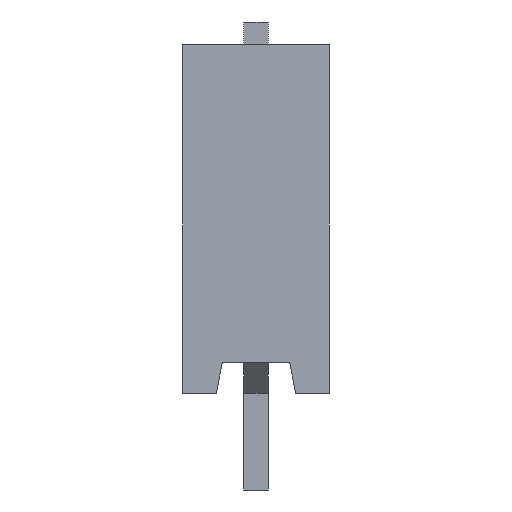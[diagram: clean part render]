
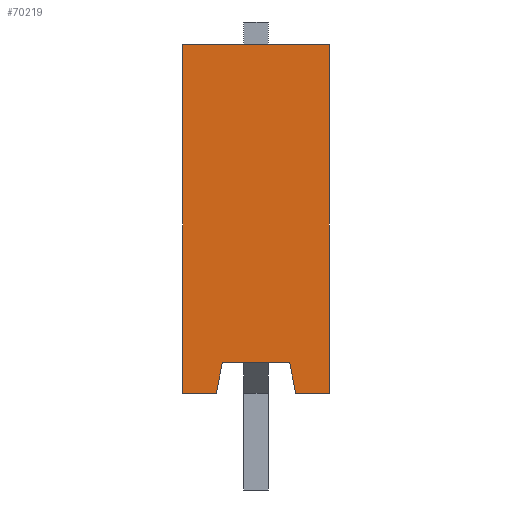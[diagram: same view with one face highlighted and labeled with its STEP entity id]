
A CAD part, left-side view. The second image highlights one B-rep face of the part: STEP entity #70219.
In plain terms, the highlighted planar face has unit normal (-1, 0, 0).
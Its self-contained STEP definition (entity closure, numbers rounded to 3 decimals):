
#66695 = PLANE('',#66696);
#66696 = AXIS2_PLACEMENT_3D('',#66697,#66698,#66699);
#66697 = CARTESIAN_POINT('',(-22.61,0.65,0.005));
#66698 = DIRECTION('',(0.,0.981,0.196));
#66699 = DIRECTION('',(0.,-0.196,0.981));
#66802 = PLANE('',#66803);
#66803 = AXIS2_PLACEMENT_3D('',#66804,#66805,#66806);
#66804 = CARTESIAN_POINT('',(-40.64,0.,
    0.005));
#66805 = DIRECTION('',(0.,0.,-1.));
#66806 = DIRECTION('',(1.,0.,0.));
#66856 = PLANE('',#66857);
#66857 = AXIS2_PLACEMENT_3D('',#66858,#66859,#66860);
#66858 = CARTESIAN_POINT('',(-58.67,1.2,0.005));
#66859 = DIRECTION('',(0.,-1.,0.));
#66860 = DIRECTION('',(0.,0.,-1.));
#66910 = PLANE('',#66911);
#66911 = AXIS2_PLACEMENT_3D('',#66912,#66913,#66914);
#66912 = CARTESIAN_POINT('',(-40.64,0.,5.705));
#66913 = DIRECTION('',(0.,0.,-1.));
#66914 = DIRECTION('',(1.,0.,0.));
#67203 = PLANE('',#67204);
#67204 = AXIS2_PLACEMENT_3D('',#67205,#67206,#67207);
#67205 = CARTESIAN_POINT('',(-58.67,-1.2,0.005));
#67206 = DIRECTION('',(0.,1.,0.));
#67207 = DIRECTION('',(0.,0.,1.));
#67234 = PLANE('',#67235);
#67235 = AXIS2_PLACEMENT_3D('',#67236,#67237,#67238);
#67236 = CARTESIAN_POINT('',(-40.64,0.,
    0.005));
#67237 = DIRECTION('',(0.,0.,-1.));
#67238 = DIRECTION('',(1.,0.,0.));
#67311 = PLANE('',#67312);
#67312 = AXIS2_PLACEMENT_3D('',#67313,#67314,#67315);
#67313 = CARTESIAN_POINT('',(-22.61,-0.55,0.505));
#67314 = DIRECTION('',(0.,-0.981,0.196));
#67315 = DIRECTION('',(0.,-0.196,-0.981));
#68676 = VERTEX_POINT('',#68677);
#68677 = CARTESIAN_POINT('',(-25.65,0.55,0.505));
#68691 = PLANE('',#68692);
#68692 = AXIS2_PLACEMENT_3D('',#68693,#68694,#68695);
#68693 = CARTESIAN_POINT('',(-22.61,0.55,0.505));
#68694 = DIRECTION('',(0.,0.,1.));
#68695 = DIRECTION('',(-1.,-0.,0.));
#68754 = VERTEX_POINT('',#68755);
#68755 = CARTESIAN_POINT('',(-25.65,0.65,0.005));
#68776 = EDGE_CURVE('',#68676,#68754,#68777,.T.);
#68777 = SURFACE_CURVE('',#68778,(#68782,#68789),.PCURVE_S1.);
#68778 = LINE('',#68779,#68780);
#68779 = CARTESIAN_POINT('',(-25.65,0.65,0.005));
#68780 = VECTOR('',#68781,1.);
#68781 = DIRECTION('',(0.,0.196,-0.981));
#68782 = PCURVE('',#66695,#68783);
#68783 = DEFINITIONAL_REPRESENTATION('',(#68784),#68788);
#68784 = LINE('',#68785,#68786);
#68785 = CARTESIAN_POINT('',(0.,-3.04));
#68786 = VECTOR('',#68787,1.);
#68787 = DIRECTION('',(-1.,0.));
#68788 = ( GEOMETRIC_REPRESENTATION_CONTEXT(2) 
PARAMETRIC_REPRESENTATION_CONTEXT() REPRESENTATION_CONTEXT('2D SPACE',''
  ) );
#68789 = PCURVE('',#68790,#68795);
#68790 = PLANE('',#68791);
#68791 = AXIS2_PLACEMENT_3D('',#68792,#68793,#68794);
#68792 = CARTESIAN_POINT('',(-25.65,0.,5.705));
#68793 = DIRECTION('',(1.,0.,0.));
#68794 = DIRECTION('',(0.,0.,1.));
#68795 = DEFINITIONAL_REPRESENTATION('',(#68796),#68800);
#68796 = LINE('',#68797,#68798);
#68797 = CARTESIAN_POINT('',(-5.7,-0.65));
#68798 = VECTOR('',#68799,1.);
#68799 = DIRECTION('',(-0.981,-0.196));
#68800 = ( GEOMETRIC_REPRESENTATION_CONTEXT(2) 
PARAMETRIC_REPRESENTATION_CONTEXT() REPRESENTATION_CONTEXT('2D SPACE',''
  ) );
#68914 = EDGE_CURVE('',#68915,#68754,#68917,.T.);
#68915 = VERTEX_POINT('',#68916);
#68916 = CARTESIAN_POINT('',(-25.65,1.2,0.005));
#68917 = SURFACE_CURVE('',#68918,(#68922,#68929),.PCURVE_S1.);
#68918 = LINE('',#68919,#68920);
#68919 = CARTESIAN_POINT('',(-25.65,0.,
    0.005));
#68920 = VECTOR('',#68921,1.);
#68921 = DIRECTION('',(0.,-1.,0.));
#68922 = PCURVE('',#66802,#68923);
#68923 = DEFINITIONAL_REPRESENTATION('',(#68924),#68928);
#68924 = LINE('',#68925,#68926);
#68925 = CARTESIAN_POINT('',(14.99,0.));
#68926 = VECTOR('',#68927,1.);
#68927 = DIRECTION('',(0.,1.));
#68928 = ( GEOMETRIC_REPRESENTATION_CONTEXT(2) 
PARAMETRIC_REPRESENTATION_CONTEXT() REPRESENTATION_CONTEXT('2D SPACE',''
  ) );
#68929 = PCURVE('',#68790,#68930);
#68930 = DEFINITIONAL_REPRESENTATION('',(#68931),#68935);
#68931 = LINE('',#68932,#68933);
#68932 = CARTESIAN_POINT('',(-5.7,0.));
#68933 = VECTOR('',#68934,1.);
#68934 = DIRECTION('',(0.,1.));
#68935 = ( GEOMETRIC_REPRESENTATION_CONTEXT(2) 
PARAMETRIC_REPRESENTATION_CONTEXT() REPRESENTATION_CONTEXT('2D SPACE',''
  ) );
#68963 = EDGE_CURVE('',#68915,#68964,#68966,.T.);
#68964 = VERTEX_POINT('',#68965);
#68965 = CARTESIAN_POINT('',(-25.65,1.2,5.705));
#68966 = SURFACE_CURVE('',#68967,(#68971,#68978),.PCURVE_S1.);
#68967 = LINE('',#68968,#68969);
#68968 = CARTESIAN_POINT('',(-25.65,1.2,0.005));
#68969 = VECTOR('',#68970,1.);
#68970 = DIRECTION('',(0.,0.,1.));
#68971 = PCURVE('',#66856,#68972);
#68972 = DEFINITIONAL_REPRESENTATION('',(#68973),#68977);
#68973 = LINE('',#68974,#68975);
#68974 = CARTESIAN_POINT('',(0.,33.02));
#68975 = VECTOR('',#68976,1.);
#68976 = DIRECTION('',(-1.,0.));
#68977 = ( GEOMETRIC_REPRESENTATION_CONTEXT(2) 
PARAMETRIC_REPRESENTATION_CONTEXT() REPRESENTATION_CONTEXT('2D SPACE',''
  ) );
#68978 = PCURVE('',#68790,#68979);
#68979 = DEFINITIONAL_REPRESENTATION('',(#68980),#68984);
#68980 = LINE('',#68981,#68982);
#68981 = CARTESIAN_POINT('',(-5.7,-1.2));
#68982 = VECTOR('',#68983,1.);
#68983 = DIRECTION('',(1.,0.));
#68984 = ( GEOMETRIC_REPRESENTATION_CONTEXT(2) 
PARAMETRIC_REPRESENTATION_CONTEXT() REPRESENTATION_CONTEXT('2D SPACE',''
  ) );
#69012 = EDGE_CURVE('',#68964,#69013,#69015,.T.);
#69013 = VERTEX_POINT('',#69014);
#69014 = CARTESIAN_POINT('',(-25.65,-1.2,5.705));
#69015 = SURFACE_CURVE('',#69016,(#69020,#69027),.PCURVE_S1.);
#69016 = LINE('',#69017,#69018);
#69017 = CARTESIAN_POINT('',(-25.65,0.,5.705));
#69018 = VECTOR('',#69019,1.);
#69019 = DIRECTION('',(0.,-1.,0.));
#69020 = PCURVE('',#66910,#69021);
#69021 = DEFINITIONAL_REPRESENTATION('',(#69022),#69026);
#69022 = LINE('',#69023,#69024);
#69023 = CARTESIAN_POINT('',(14.99,0.));
#69024 = VECTOR('',#69025,1.);
#69025 = DIRECTION('',(0.,1.));
#69026 = ( GEOMETRIC_REPRESENTATION_CONTEXT(2) 
PARAMETRIC_REPRESENTATION_CONTEXT() REPRESENTATION_CONTEXT('2D SPACE',''
  ) );
#69027 = PCURVE('',#68790,#69028);
#69028 = DEFINITIONAL_REPRESENTATION('',(#69029),#69033);
#69029 = LINE('',#69030,#69031);
#69030 = CARTESIAN_POINT('',(0.,0.));
#69031 = VECTOR('',#69032,1.);
#69032 = DIRECTION('',(0.,1.));
#69033 = ( GEOMETRIC_REPRESENTATION_CONTEXT(2) 
PARAMETRIC_REPRESENTATION_CONTEXT() REPRESENTATION_CONTEXT('2D SPACE',''
  ) );
#69286 = VERTEX_POINT('',#69287);
#69287 = CARTESIAN_POINT('',(-25.65,-1.2,0.005));
#69308 = EDGE_CURVE('',#69013,#69286,#69309,.T.);
#69309 = SURFACE_CURVE('',#69310,(#69314,#69321),.PCURVE_S1.);
#69310 = LINE('',#69311,#69312);
#69311 = CARTESIAN_POINT('',(-25.65,-1.2,0.005));
#69312 = VECTOR('',#69313,1.);
#69313 = DIRECTION('',(0.,0.,-1.));
#69314 = PCURVE('',#67203,#69315);
#69315 = DEFINITIONAL_REPRESENTATION('',(#69316),#69320);
#69316 = LINE('',#69317,#69318);
#69317 = CARTESIAN_POINT('',(0.,33.02));
#69318 = VECTOR('',#69319,1.);
#69319 = DIRECTION('',(-1.,0.));
#69320 = ( GEOMETRIC_REPRESENTATION_CONTEXT(2) 
PARAMETRIC_REPRESENTATION_CONTEXT() REPRESENTATION_CONTEXT('2D SPACE',''
  ) );
#69321 = PCURVE('',#68790,#69322);
#69322 = DEFINITIONAL_REPRESENTATION('',(#69323),#69327);
#69323 = LINE('',#69324,#69325);
#69324 = CARTESIAN_POINT('',(-5.7,1.2));
#69325 = VECTOR('',#69326,1.);
#69326 = DIRECTION('',(-1.,0.));
#69327 = ( GEOMETRIC_REPRESENTATION_CONTEXT(2) 
PARAMETRIC_REPRESENTATION_CONTEXT() REPRESENTATION_CONTEXT('2D SPACE',''
  ) );
#69332 = EDGE_CURVE('',#69333,#69286,#69335,.T.);
#69333 = VERTEX_POINT('',#69334);
#69334 = CARTESIAN_POINT('',(-25.65,-0.65,0.005));
#69335 = SURFACE_CURVE('',#69336,(#69340,#69347),.PCURVE_S1.);
#69336 = LINE('',#69337,#69338);
#69337 = CARTESIAN_POINT('',(-25.65,0.,
    0.005));
#69338 = VECTOR('',#69339,1.);
#69339 = DIRECTION('',(0.,-1.,0.));
#69340 = PCURVE('',#67234,#69341);
#69341 = DEFINITIONAL_REPRESENTATION('',(#69342),#69346);
#69342 = LINE('',#69343,#69344);
#69343 = CARTESIAN_POINT('',(14.99,0.));
#69344 = VECTOR('',#69345,1.);
#69345 = DIRECTION('',(0.,1.));
#69346 = ( GEOMETRIC_REPRESENTATION_CONTEXT(2) 
PARAMETRIC_REPRESENTATION_CONTEXT() REPRESENTATION_CONTEXT('2D SPACE',''
  ) );
#69347 = PCURVE('',#68790,#69348);
#69348 = DEFINITIONAL_REPRESENTATION('',(#69349),#69353);
#69349 = LINE('',#69350,#69351);
#69350 = CARTESIAN_POINT('',(-5.7,0.));
#69351 = VECTOR('',#69352,1.);
#69352 = DIRECTION('',(0.,1.));
#69353 = ( GEOMETRIC_REPRESENTATION_CONTEXT(2) 
PARAMETRIC_REPRESENTATION_CONTEXT() REPRESENTATION_CONTEXT('2D SPACE',''
  ) );
#69435 = VERTEX_POINT('',#69436);
#69436 = CARTESIAN_POINT('',(-25.65,-0.55,0.505));
#69457 = EDGE_CURVE('',#69333,#69435,#69458,.T.);
#69458 = SURFACE_CURVE('',#69459,(#69463,#69470),.PCURVE_S1.);
#69459 = LINE('',#69460,#69461);
#69460 = CARTESIAN_POINT('',(-25.65,-0.55,0.505));
#69461 = VECTOR('',#69462,1.);
#69462 = DIRECTION('',(0.,0.196,0.981));
#69463 = PCURVE('',#67311,#69464);
#69464 = DEFINITIONAL_REPRESENTATION('',(#69465),#69469);
#69465 = LINE('',#69466,#69467);
#69466 = CARTESIAN_POINT('',(0.,-3.04));
#69467 = VECTOR('',#69468,1.);
#69468 = DIRECTION('',(-1.,0.));
#69469 = ( GEOMETRIC_REPRESENTATION_CONTEXT(2) 
PARAMETRIC_REPRESENTATION_CONTEXT() REPRESENTATION_CONTEXT('2D SPACE',''
  ) );
#69470 = PCURVE('',#68790,#69471);
#69471 = DEFINITIONAL_REPRESENTATION('',(#69472),#69476);
#69472 = LINE('',#69473,#69474);
#69473 = CARTESIAN_POINT('',(-5.2,0.55));
#69474 = VECTOR('',#69475,1.);
#69475 = DIRECTION('',(0.981,-0.196));
#69476 = ( GEOMETRIC_REPRESENTATION_CONTEXT(2) 
PARAMETRIC_REPRESENTATION_CONTEXT() REPRESENTATION_CONTEXT('2D SPACE',''
  ) );
#70199 = EDGE_CURVE('',#69435,#68676,#70200,.T.);
#70200 = SURFACE_CURVE('',#70201,(#70205,#70212),.PCURVE_S1.);
#70201 = LINE('',#70202,#70203);
#70202 = CARTESIAN_POINT('',(-25.65,0.55,0.505));
#70203 = VECTOR('',#70204,1.);
#70204 = DIRECTION('',(0.,1.,0.));
#70205 = PCURVE('',#68691,#70206);
#70206 = DEFINITIONAL_REPRESENTATION('',(#70207),#70211);
#70207 = LINE('',#70208,#70209);
#70208 = CARTESIAN_POINT('',(3.04,0.));
#70209 = VECTOR('',#70210,1.);
#70210 = DIRECTION('',(0.,-1.));
#70211 = ( GEOMETRIC_REPRESENTATION_CONTEXT(2) 
PARAMETRIC_REPRESENTATION_CONTEXT() REPRESENTATION_CONTEXT('2D SPACE',''
  ) );
#70212 = PCURVE('',#68790,#70213);
#70213 = DEFINITIONAL_REPRESENTATION('',(#70214),#70218);
#70214 = LINE('',#70215,#70216);
#70215 = CARTESIAN_POINT('',(-5.2,-0.55));
#70216 = VECTOR('',#70217,1.);
#70217 = DIRECTION('',(0.,-1.));
#70218 = ( GEOMETRIC_REPRESENTATION_CONTEXT(2) 
PARAMETRIC_REPRESENTATION_CONTEXT() REPRESENTATION_CONTEXT('2D SPACE',''
  ) );
#70219 = ADVANCED_FACE('',(#70220),#68790,.F.);
#70220 = FACE_BOUND('',#70221,.T.);
#70221 = EDGE_LOOP('',(#70222,#70223,#70224,#70225,#70226,#70227,#70228,
    #70229));
#70222 = ORIENTED_EDGE('',*,*,#68914,.T.);
#70223 = ORIENTED_EDGE('',*,*,#68776,.F.);
#70224 = ORIENTED_EDGE('',*,*,#70199,.F.);
#70225 = ORIENTED_EDGE('',*,*,#69457,.F.);
#70226 = ORIENTED_EDGE('',*,*,#69332,.T.);
#70227 = ORIENTED_EDGE('',*,*,#69308,.F.);
#70228 = ORIENTED_EDGE('',*,*,#69012,.F.);
#70229 = ORIENTED_EDGE('',*,*,#68963,.F.);
